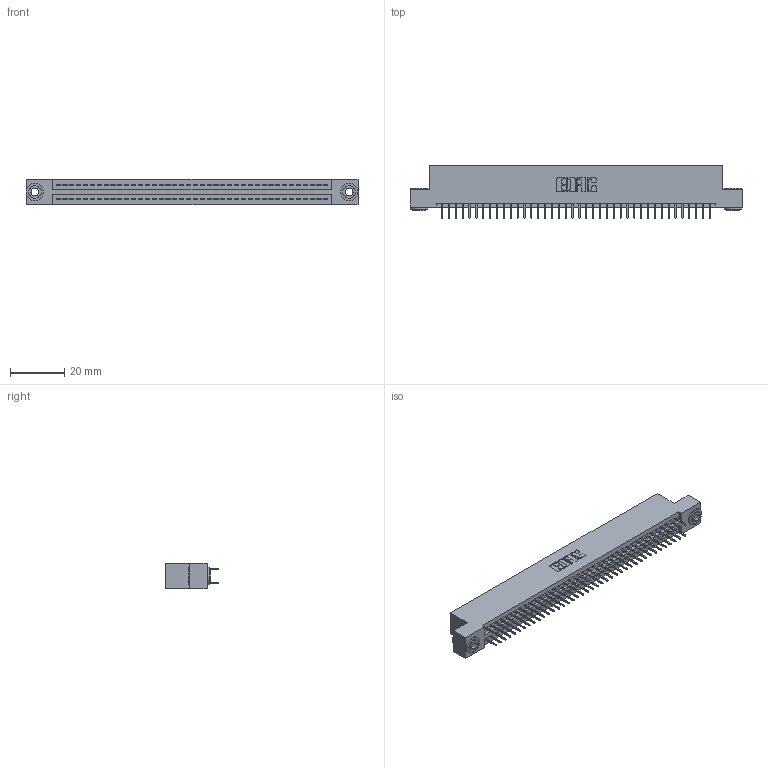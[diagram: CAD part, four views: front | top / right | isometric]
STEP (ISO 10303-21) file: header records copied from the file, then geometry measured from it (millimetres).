
FILE_DESCRIPTION (( 'STEP AP203' ), '1' );
FILE_NAME ('345-080-524-203.STEP', '2018-10-03T16:09:34', ( '' ), ( '' ), 'SwSTEP 2.0', 'SolidWorks 2016', '' );
FILE_SCHEMA (( 'CONFIG_CONTROL_DESIGN' ));
Length unit declared in the file: inch
Products named in the file (4): 345-292-001_345-293-124; 345-080-524-203; 345 Part_Flush Mounting Lugs - 0.156 Dia-TH; 345-250-002_345-250-002-102
Assembly tree (83 placements, depth 2):
  345-080-524-203
    345 Part_Flush Mounting Lugs - 0.156 Dia-TH
    345-292-001_345-293-124  x80
    345-250-002_345-250-002-102  x2
Bounding box: 122.81 x 19.35 x 9.4 mm (x, y, z)
Volume: 11809.6 mm3; surface area: 17303.1 mm2
Topology: 83 solids, 83 shells, 4484 faces, 12657 edges, 8114 vertices
Faces by surface type: plane 3210, cylinder 1266, cone 8
Entity records: 32378 total; most frequent: CARTESIAN_POINT 5403, ORIENTED_EDGE 5330, DIRECTION 4799, EDGE_CURVE 2665, LINE 2353, VECTOR 2353, VERTEX_POINT 1770, AXIS2_PLACEMENT_3D 1223
